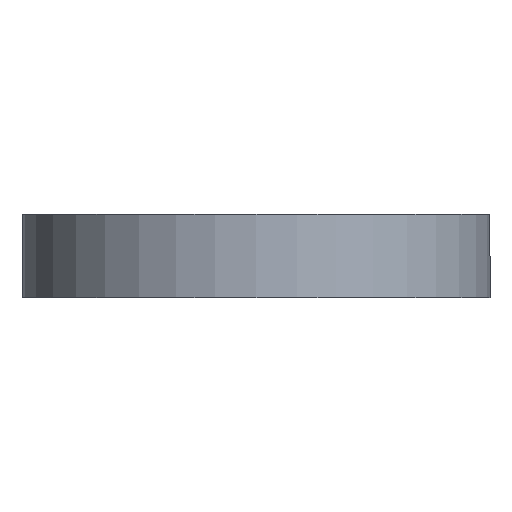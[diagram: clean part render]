
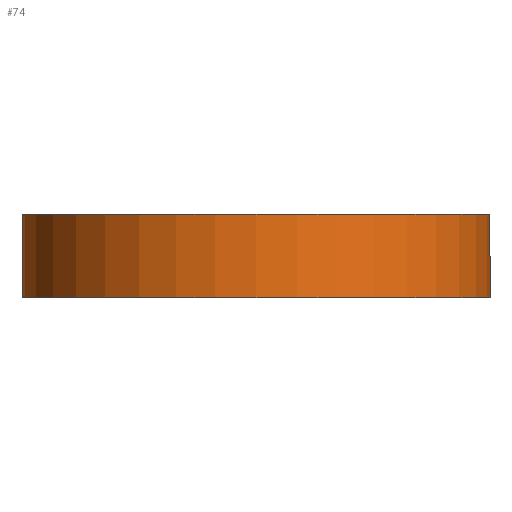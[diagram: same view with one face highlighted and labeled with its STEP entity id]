
A CAD part, left-side view. The second image highlights one B-rep face of the part: STEP entity #74.
In plain terms, the highlighted cylindrical face has radius 6.75 mm (diameter 13.5 mm), a partial arc.
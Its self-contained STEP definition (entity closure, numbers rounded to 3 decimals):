
#3 = AXIS2_PLACEMENT_3D ( 'NONE', #169, #161, #295 ) ;
#4 = CARTESIAN_POINT ( 'NONE',  ( 0., 0., 1.2 ) ) ;
#15 = AXIS2_PLACEMENT_3D ( 'NONE', #125, #112, #111 ) ;
#30 = AXIS2_PLACEMENT_3D ( 'NONE', #4, #300, #333 ) ;
#53 = CARTESIAN_POINT ( 'NONE',  ( 0.028, 6.75, -1.2 ) ) ;
#71 = VERTEX_POINT ( 'NONE', #165 ) ;
#74 = ADVANCED_FACE ( 'NONE', ( #334 ), #219, .T. ) ;
#111 = DIRECTION ( 'NONE',  ( 1., 0., 0. ) ) ;
#112 = DIRECTION ( 'NONE',  ( 0., 0., 1. ) ) ;
#125 = CARTESIAN_POINT ( 'NONE',  ( 0., 0., -1.2 ) ) ;
#127 = CARTESIAN_POINT ( 'NONE',  ( 0.028, 6.75, -1.2 ) ) ;
#128 = VECTOR ( 'NONE', #147, 1000. ) ;
#142 = EDGE_CURVE ( 'NONE', #203, #240, #207, .T. ) ;
#147 = DIRECTION ( 'NONE',  ( 0., 0., 1. ) ) ;
#154 = ORIENTED_EDGE ( 'NONE', *, *, #275, .T. ) ;
#161 = DIRECTION ( 'NONE',  ( 0., 0., 1. ) ) ;
#165 = CARTESIAN_POINT ( 'NONE',  ( 0.028, -6.75, 1.2 ) ) ;
#169 = CARTESIAN_POINT ( 'NONE',  ( 0., 0., 0. ) ) ;
#173 = LINE ( 'NONE', #269, #296 ) ;
#203 = VERTEX_POINT ( 'NONE', #53 ) ;
#207 = LINE ( 'NONE', #127, #128 ) ;
#209 = CARTESIAN_POINT ( 'NONE',  ( 0.028, -6.75, -1.2 ) ) ;
#219 = CYLINDRICAL_SURFACE ( 'NONE', #3, 6.75 ) ;
#220 = CARTESIAN_POINT ( 'NONE',  ( 0.028, 6.75, 1.2 ) ) ;
#226 = ORIENTED_EDGE ( 'NONE', *, *, #142, .F. ) ;
#235 = EDGE_CURVE ( 'NONE', #240, #71, #276, .T. ) ;
#240 = VERTEX_POINT ( 'NONE', #220 ) ;
#253 = CIRCLE ( 'NONE', #15, 6.75 ) ;
#269 = CARTESIAN_POINT ( 'NONE',  ( 0.028, -6.75, -1.2 ) ) ;
#273 = ORIENTED_EDGE ( 'NONE', *, *, #343, .T. ) ;
#275 = EDGE_CURVE ( 'NONE', #338, #71, #173, .T. ) ;
#276 = CIRCLE ( 'NONE', #30, 6.75 ) ;
#295 = DIRECTION ( 'NONE',  ( 1., 0., 0. ) ) ;
#296 = VECTOR ( 'NONE', #318, 1000. ) ;
#300 = DIRECTION ( 'NONE',  ( 0., 0., 1. ) ) ;
#307 = EDGE_LOOP ( 'NONE', ( #226, #273, #154, #326 ) ) ;
#318 = DIRECTION ( 'NONE',  ( 0., 0., 1. ) ) ;
#326 = ORIENTED_EDGE ( 'NONE', *, *, #235, .F. ) ;
#333 = DIRECTION ( 'NONE',  ( 1., 0., 0. ) ) ;
#334 = FACE_OUTER_BOUND ( 'NONE', #307, .T. ) ;
#338 = VERTEX_POINT ( 'NONE', #209 ) ;
#343 = EDGE_CURVE ( 'NONE', #203, #338, #253, .T. ) ;
